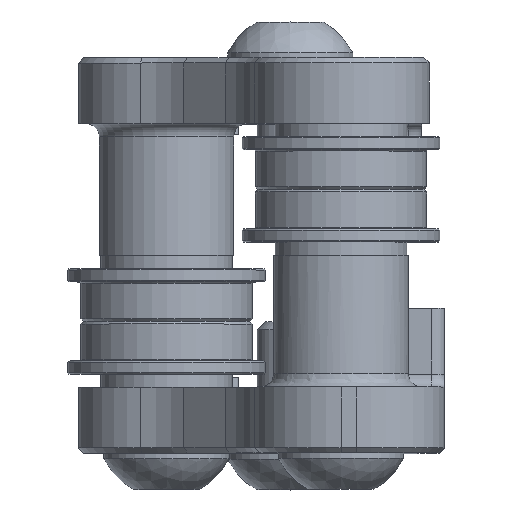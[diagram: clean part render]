
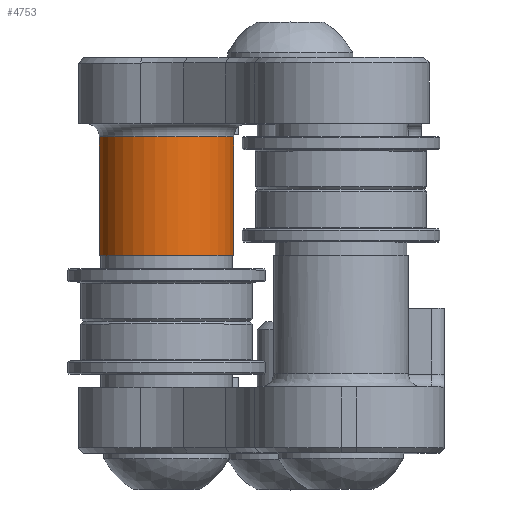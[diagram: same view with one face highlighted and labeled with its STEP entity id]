
A CAD part, top view. The second image highlights one B-rep face of the part: STEP entity #4753.
In plain terms, the highlighted cylindrical face has radius 5.1 mm (diameter 10.2 mm), a full revolution.
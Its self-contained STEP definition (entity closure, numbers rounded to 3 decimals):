
#292=CYLINDRICAL_SURFACE('',#5454,5.1);
#643=FACE_OUTER_BOUND('',#967,.T.);
#967=EDGE_LOOP('',(#3844,#3845,#3846,#3847,#3848));
#1261=LINE('',#18887,#1572);
#1572=VECTOR('',#6526,5.1);
#1877=CIRCLE('',#5452,5.1);
#1878=CIRCLE('',#5453,5.1);
#1879=CIRCLE('',#5455,5.1);
#2270=VERTEX_POINT('',#18880);
#2271=VERTEX_POINT('',#18882);
#2272=VERTEX_POINT('',#18886);
#2848=EDGE_CURVE('',#2270,#2271,#1877,.T.);
#2849=EDGE_CURVE('',#2271,#2270,#1878,.T.);
#2850=EDGE_CURVE('',#2271,#2272,#1261,.T.);
#2851=EDGE_CURVE('',#2272,#2272,#1879,.T.);
#3844=ORIENTED_EDGE('',*,*,#2849,.F.);
#3845=ORIENTED_EDGE('',*,*,#2850,.T.);
#3846=ORIENTED_EDGE('',*,*,#2851,.T.);
#3847=ORIENTED_EDGE('',*,*,#2850,.F.);
#3848=ORIENTED_EDGE('',*,*,#2848,.F.);
#4753=ADVANCED_FACE('',(#643),#292,.T.);
#5452=AXIS2_PLACEMENT_3D('',#18883,#6520,#6521);
#5453=AXIS2_PLACEMENT_3D('',#18884,#6522,#6523);
#5454=AXIS2_PLACEMENT_3D('',#18885,#6524,#6525);
#5455=AXIS2_PLACEMENT_3D('',#18888,#6527,#6528);
#6520=DIRECTION('center_axis',(0.,1.,0.));
#6521=DIRECTION('ref_axis',(-1.,0.,0.));
#6522=DIRECTION('center_axis',(0.,1.,0.));
#6523=DIRECTION('ref_axis',(-1.,0.,0.));
#6524=DIRECTION('center_axis',(0.,1.,
0.));
#6525=DIRECTION('ref_axis',(-1.,0.,0.));
#6526=DIRECTION('',(0.,-1.,0.));
#6527=DIRECTION('center_axis',(0.,1.,
0.));
#6528=DIRECTION('ref_axis',(-1.,0.,0.));
#18880=CARTESIAN_POINT('',(-161.994,-34.,-141.));
#18882=CARTESIAN_POINT('',(-156.894,-34.,-135.9));
#18883=CARTESIAN_POINT('Origin',(-161.994,-34.,-135.9));
#18884=CARTESIAN_POINT('Origin',(-161.994,-34.,-135.9));
#18885=CARTESIAN_POINT('Origin',(-161.994,-33.,-135.9));
#18886=CARTESIAN_POINT('',(-156.894,-43.,-135.9));
#18887=CARTESIAN_POINT('',(-156.894,-33.,-135.9));
#18888=CARTESIAN_POINT('Origin',(-161.994,-43.,-135.9));
